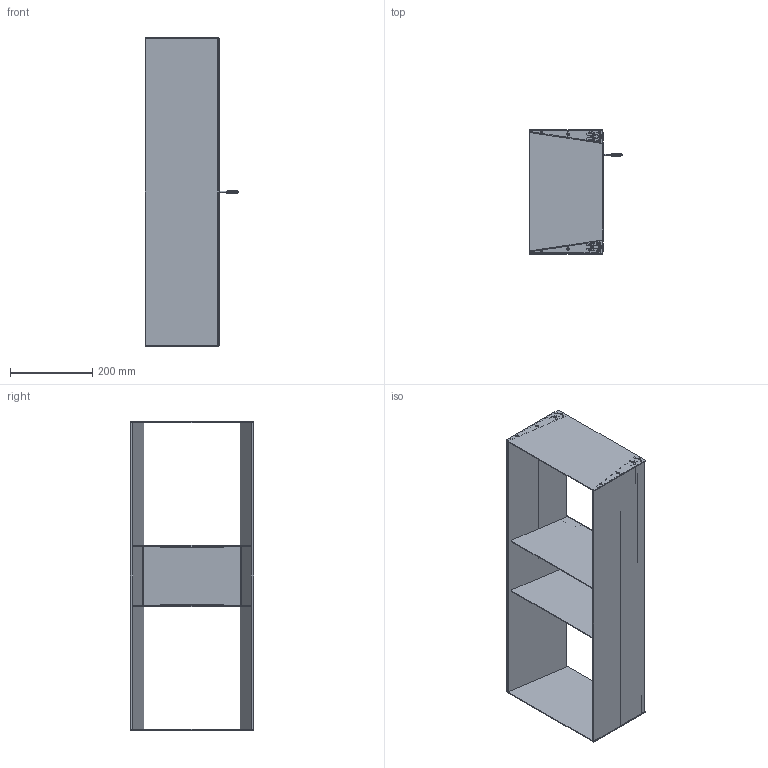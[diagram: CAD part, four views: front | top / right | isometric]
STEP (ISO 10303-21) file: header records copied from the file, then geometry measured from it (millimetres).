
FILE_DESCRIPTION(('STEP AP214'),'1');
FILE_NAME('rregal 750.STP','2023-11-23T10:11:42',(' '),(' '),'Spatial InterOp 3D',' ',' ');
FILE_SCHEMA(('AUTOMOTIVE_DESIGN { 1 0 10303 214 1 1 1 1 }'));
Length unit declared in the file: millimetre
Products named in the file (1): 3D-Objekt
Bounding box: 228.75 x 301 x 750 mm (x, y, z)
Volume: 2249322.2 mm3; surface area: 2161495.2 mm2
Topology: 13 solids, 13 shells, 907 faces, 2608 edges, 1728 vertices
Faces by surface type: cylinder 460, plane 391, cone 48, bspline 7, torus 1
Full cylindrical faces by diameter (mm): 3.5 x1
Entity records: 36616 total; most frequent: CARTESIAN_POINT 11659, DIRECTION 5400, ORIENTED_EDGE 5196, EDGE_CURVE 2598, AXIS2_PLACEMENT_3D 1913, VERTEX_POINT 1724, LINE 1574, VECTOR 1574
